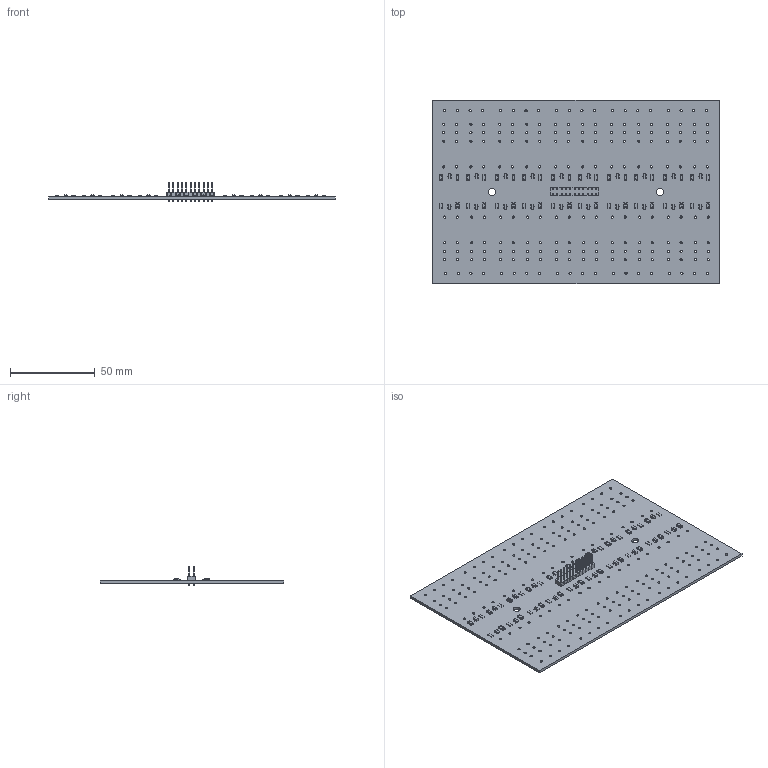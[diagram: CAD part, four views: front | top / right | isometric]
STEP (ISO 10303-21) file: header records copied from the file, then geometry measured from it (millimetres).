
FILE_DESCRIPTION(('KiCad electronic assembly'),'2;1');
FILE_NAME('boneIO - relay board rev0.1.step','2021-10-12T20:42:27',( 'An Author'),('A Company'),'Open CASCADE STEP processor 6.9', 'KiCad to STEP converter','Unknown');
FILE_SCHEMA(('AUTOMOTIVE_DESIGN { 1 0 10303 214 1 1 1 1 }'));
Length unit declared in the file: millimetre
Products named in the file (10): Open CASCADE STEP translator 6.9 1; SOT-23; SOLID; D_1206_3216Metric; PinHeader_2x11_P2.54mm_Vertical; R_1206_3216Metric; COMPOUND
Assembly tree (66 placements, depth 3):
  Open CASCADE STEP translator 6.9 1
    SOT-23  x20
      SOLID
    D_1206_3216Metric  x20
      SOLID
    PinHeader_2x11_P2.54mm_Vertical
      SOLID
    R_1206_3216Metric  x20
      SOLID
    COMPOUND
Bounding box: 169 x 108 x 11.54 mm (x, y, z)
Volume: 29383.1 mm3; surface area: 40328.5 mm2
Topology: 62 solids, 62 shells, 3516 faces, 8888 edges, 5560 vertices
Faces by surface type: plane 2072, cylinder 904, bspline 540
Full cylindrical faces by diameter (mm): 1 x22, 1.3 x200, 4.3 x2
Entity records: 58673 total; most frequent: CARTESIAN_POINT 9388, DIRECTION 8501, LINE 5251, VECTOR 5251, ORIENTED_EDGE 4248, PCURVE 4248, DEFINITIONAL_REPRESENTATION 4248, EDGE_CURVE 2124
